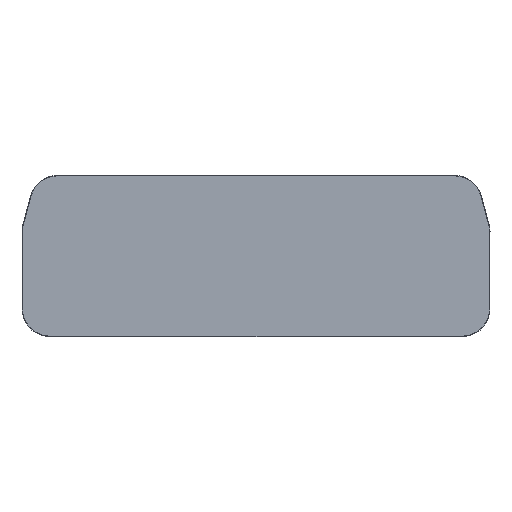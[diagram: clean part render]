
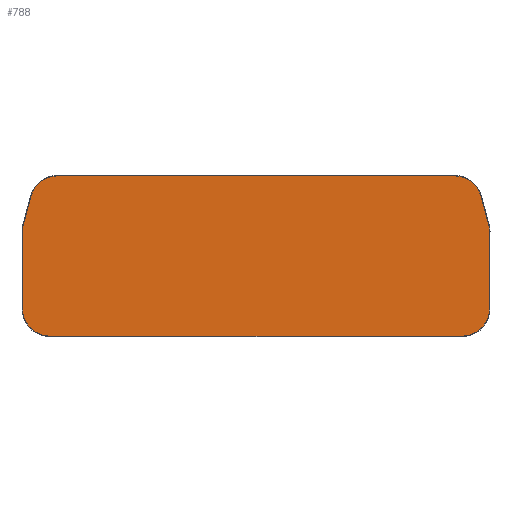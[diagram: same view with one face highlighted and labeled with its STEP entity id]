
A CAD part, top view. The second image highlights one B-rep face of the part: STEP entity #788.
In plain terms, the highlighted planar face has unit normal (0, 0, 1).
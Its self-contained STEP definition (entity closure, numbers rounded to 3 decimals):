
#13 = DIRECTION ( 'NONE',  ( -0.259, -0.966, 0. ) ) ;
#16 = PLANE ( 'NONE',  #922 ) ;
#18 = EDGE_CURVE ( 'NONE', #260, #193, #691, .T. ) ;
#31 = DIRECTION ( 'NONE',  ( 0., 0., 1. ) ) ;
#36 = DIRECTION ( 'NONE',  ( 1., 0., 0. ) ) ;
#39 = EDGE_CURVE ( 'NONE', #193, #761, #793, .T. ) ;
#43 = VERTEX_POINT ( 'NONE', #77 ) ;
#50 = CIRCLE ( 'NONE', #176, 5.9 ) ;
#51 = CARTESIAN_POINT ( 'NONE',  ( -31.231, -0.075, 1. ) ) ;
#56 = CARTESIAN_POINT ( 'NONE',  ( -29.616, 22.534, 1. ) ) ;
#71 = LINE ( 'NONE', #500, #188 ) ;
#77 = CARTESIAN_POINT ( 'NONE',  ( 63.124, 16.5, 1. ) ) ;
#84 = CIRCLE ( 'NONE', #218, 5.9 ) ;
#86 = CIRCLE ( 'NONE', #532, 5.9 ) ;
#87 = EDGE_CURVE ( 'NONE', #137, #800, #223, .T. ) ;
#101 = VERTEX_POINT ( 'NONE', #369 ) ;
#109 = DIRECTION ( 'NONE',  ( -1., 0., 0. ) ) ;
#114 = DIRECTION ( 'NONE',  ( 1., 0., 0. ) ) ;
#121 = VERTEX_POINT ( 'NONE', #442 ) ;
#137 = VERTEX_POINT ( 'NONE', #140 ) ;
#140 = CARTESIAN_POINT ( 'NONE',  ( -31.231, -5.975, 1. ) ) ;
#141 = CARTESIAN_POINT ( 'NONE',  ( 62.923, 18.027, 1. ) ) ;
#143 = ORIENTED_EDGE ( 'NONE', *, *, #883, .T. ) ;
#160 = VECTOR ( 'NONE', #13, 1000. ) ;
#176 = AXIS2_PLACEMENT_3D ( 'NONE', #454, #825, #114 ) ;
#182 = LINE ( 'NONE', #253, #424 ) ;
#186 = ORIENTED_EDGE ( 'NONE', *, *, #18, .T. ) ;
#188 = VECTOR ( 'NONE', #109, 1000. ) ;
#189 = AXIS2_PLACEMENT_3D ( 'NONE', #730, #456, #814 ) ;
#191 = CARTESIAN_POINT ( 'NONE',  ( -35.315, 24.061, 1. ) ) ;
#193 = VERTEX_POINT ( 'NONE', #191 ) ;
#207 = CARTESIAN_POINT ( 'NONE',  ( -29.616, 28.434, 1. ) ) ;
#217 = DIRECTION ( 'NONE',  ( 1., 0., 0. ) ) ;
#218 = AXIS2_PLACEMENT_3D ( 'NONE', #51, #624, #274 ) ;
#223 = LINE ( 'NONE', #505, #704 ) ;
#232 = ORIENTED_EDGE ( 'NONE', *, *, #414, .T. ) ;
#240 = DIRECTION ( 'NONE',  ( 0., 1., 0. ) ) ;
#253 = CARTESIAN_POINT ( 'NONE',  ( -37.131, 16.507, 1. ) ) ;
#256 = ORIENTED_EDGE ( 'NONE', *, *, #39, .T. ) ;
#260 = VERTEX_POINT ( 'NONE', #207 ) ;
#274 = DIRECTION ( 'NONE',  ( 1., 0., 0. ) ) ;
#302 = DIRECTION ( 'NONE',  ( -0.259, 0.966, 0. ) ) ;
#304 = CARTESIAN_POINT ( 'NONE',  ( 6.679, 9.107, 1. ) ) ;
#323 = EDGE_CURVE ( 'NONE', #914, #101, #619, .T. ) ;
#336 = ORIENTED_EDGE ( 'NONE', *, *, #535, .T. ) ;
#344 = DIRECTION ( 'NONE',  ( 0., 0., 1. ) ) ;
#348 = EDGE_CURVE ( 'NONE', #121, #137, #84, .T. ) ;
#364 = DIRECTION ( 'NONE',  ( 1., 0., 0. ) ) ;
#369 = CARTESIAN_POINT ( 'NONE',  ( 55.607, 28.434, 1. ) ) ;
#381 = ORIENTED_EDGE ( 'NONE', *, *, #348, .T. ) ;
#389 = CARTESIAN_POINT ( 'NONE',  ( 63.124, -0.075, 1. ) ) ;
#405 = DIRECTION ( 'NONE',  ( 1., 0., 0. ) ) ;
#409 = AXIS2_PLACEMENT_3D ( 'NONE', #56, #344, #364 ) ;
#414 = EDGE_CURVE ( 'NONE', #433, #914, #659, .T. ) ;
#424 = VECTOR ( 'NONE', #534, 1000. ) ;
#425 = DIRECTION ( 'NONE',  ( 1., 0., 0. ) ) ;
#433 = VERTEX_POINT ( 'NONE', #141 ) ;
#442 = CARTESIAN_POINT ( 'NONE',  ( -37.131, -0.075, 1. ) ) ;
#454 = CARTESIAN_POINT ( 'NONE',  ( 57.224, -0.075, 1. ) ) ;
#456 = DIRECTION ( 'NONE',  ( 0., 0., 1. ) ) ;
#466 = CARTESIAN_POINT ( 'NONE',  ( -37.131, 16.507, 1. ) ) ;
#500 = CARTESIAN_POINT ( 'NONE',  ( 55.607, 28.434, 1. ) ) ;
#505 = CARTESIAN_POINT ( 'NONE',  ( -31.231, -5.975, 1. ) ) ;
#508 = FACE_OUTER_BOUND ( 'NONE', #705, .T. ) ;
#520 = ORIENTED_EDGE ( 'NONE', *, *, #87, .T. ) ;
#532 = AXIS2_PLACEMENT_3D ( 'NONE', #901, #31, #36 ) ;
#534 = DIRECTION ( 'NONE',  ( 0., -1., 0. ) ) ;
#535 = EDGE_CURVE ( 'NONE', #43, #433, #86, .T. ) ;
#536 = ORIENTED_EDGE ( 'NONE', *, *, #629, .T. ) ;
#586 = CARTESIAN_POINT ( 'NONE',  ( -35.315, 24.061, 1. ) ) ;
#589 = ORIENTED_EDGE ( 'NONE', *, *, #822, .T. ) ;
#590 = CARTESIAN_POINT ( 'NONE',  ( 57.224, -5.975, 1. ) ) ;
#604 = VERTEX_POINT ( 'NONE', #741 ) ;
#613 = LINE ( 'NONE', #389, #784 ) ;
#618 = CARTESIAN_POINT ( 'NONE',  ( 55.607, 22.534, 1. ) ) ;
#619 = CIRCLE ( 'NONE', #648, 5.9 ) ;
#624 = DIRECTION ( 'NONE',  ( 0., 0., 1. ) ) ;
#629 = EDGE_CURVE ( 'NONE', #635, #121, #182, .T. ) ;
#635 = VERTEX_POINT ( 'NONE', #466 ) ;
#638 = CARTESIAN_POINT ( 'NONE',  ( -36.93, 18.034, 1. ) ) ;
#641 = ORIENTED_EDGE ( 'NONE', *, *, #323, .T. ) ;
#642 = EDGE_CURVE ( 'NONE', #800, #604, #50, .T. ) ;
#648 = AXIS2_PLACEMENT_3D ( 'NONE', #618, #832, #405 ) ;
#651 = DIRECTION ( 'NONE',  ( 0., 0., 1. ) ) ;
#659 = LINE ( 'NONE', #857, #750 ) ;
#691 = CIRCLE ( 'NONE', #409, 5.9 ) ;
#704 = VECTOR ( 'NONE', #217, 1000. ) ;
#705 = EDGE_LOOP ( 'NONE', ( #520, #876, #853, #336, #232, #641, #589, #186, #256, #143, #536, #381 ) ) ;
#708 = CIRCLE ( 'NONE', #189, 5.9 ) ;
#730 = CARTESIAN_POINT ( 'NONE',  ( -31.231, 16.507, 1. ) ) ;
#735 = CARTESIAN_POINT ( 'NONE',  ( 61.306, 24.061, 1. ) ) ;
#741 = CARTESIAN_POINT ( 'NONE',  ( 63.124, -0.075, 1. ) ) ;
#750 = VECTOR ( 'NONE', #302, 1000. ) ;
#761 = VERTEX_POINT ( 'NONE', #638 ) ;
#784 = VECTOR ( 'NONE', #240, 1000. ) ;
#788 = ADVANCED_FACE ( 'NONE', ( #508 ), #16, .T. ) ;
#793 = LINE ( 'NONE', #586, #160 ) ;
#800 = VERTEX_POINT ( 'NONE', #590 ) ;
#814 = DIRECTION ( 'NONE',  ( 1., 0., 0. ) ) ;
#822 = EDGE_CURVE ( 'NONE', #101, #260, #71, .T. ) ;
#823 = EDGE_CURVE ( 'NONE', #604, #43, #613, .T. ) ;
#825 = DIRECTION ( 'NONE',  ( 0., 0., 1. ) ) ;
#832 = DIRECTION ( 'NONE',  ( 0., 0., 1. ) ) ;
#853 = ORIENTED_EDGE ( 'NONE', *, *, #823, .T. ) ;
#857 = CARTESIAN_POINT ( 'NONE',  ( 62.923, 18.027, 1. ) ) ;
#876 = ORIENTED_EDGE ( 'NONE', *, *, #642, .T. ) ;
#883 = EDGE_CURVE ( 'NONE', #761, #635, #708, .T. ) ;
#901 = CARTESIAN_POINT ( 'NONE',  ( 57.224, 16.5, 1. ) ) ;
#914 = VERTEX_POINT ( 'NONE', #735 ) ;
#922 = AXIS2_PLACEMENT_3D ( 'NONE', #304, #651, #425 ) ;
